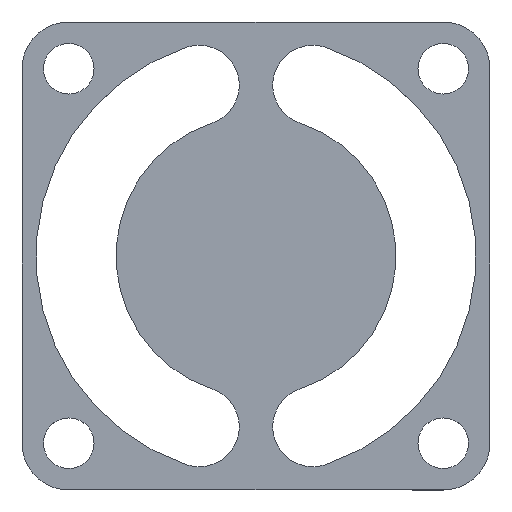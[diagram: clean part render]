
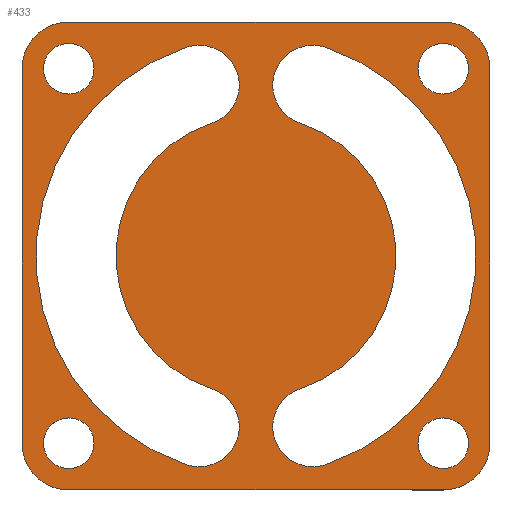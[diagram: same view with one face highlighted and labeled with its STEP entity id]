
A CAD part, top view. The second image highlights one B-rep face of the part: STEP entity #433.
In plain terms, the highlighted planar face has unit normal (0, 0, 1).
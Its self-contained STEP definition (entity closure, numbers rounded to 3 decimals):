
#15=FACE_BOUND('',#76,.T.);
#16=FACE_BOUND('',#77,.T.);
#17=FACE_BOUND('',#78,.T.);
#18=FACE_BOUND('',#79,.T.);
#19=FACE_BOUND('',#80,.T.);
#20=FACE_BOUND('',#81,.T.);
#31=PLANE('',#510);
#53=FACE_OUTER_BOUND('',#75,.T.);
#75=EDGE_LOOP('',(#357,#358,#359,#360,#361,#362,#363,#364));
#76=EDGE_LOOP('',(#365));
#77=EDGE_LOOP('',(#366));
#78=EDGE_LOOP('',(#367,#368,#369,#370));
#79=EDGE_LOOP('',(#371,#372,#373,#374));
#80=EDGE_LOOP('',(#375));
#81=EDGE_LOOP('',(#376));
#104=LINE('',#736,#132);
#108=LINE('',#748,#136);
#112=LINE('',#760,#140);
#116=LINE('',#770,#144);
#132=VECTOR('',#609,10.);
#136=VECTOR('',#621,10.);
#140=VECTOR('',#633,10.);
#144=VECTOR('',#645,10.);
#145=CIRCLE('',#459,1.35);
#147=CIRCLE('',#462,1.35);
#150=CIRCLE('',#466,2.137);
#152=CIRCLE('',#469,11.75);
#154=CIRCLE('',#472,2.137);
#156=CIRCLE('',#475,7.477);
#158=CIRCLE('',#478,2.137);
#160=CIRCLE('',#481,11.75);
#162=CIRCLE('',#484,2.137);
#164=CIRCLE('',#487,7.477);
#165=CIRCLE('',#489,1.35);
#167=CIRCLE('',#492,1.35);
#170=CIRCLE('',#496,2.5);
#172=CIRCLE('',#500,2.5);
#174=CIRCLE('',#504,2.5);
#176=CIRCLE('',#508,2.5);
#177=VERTEX_POINT('',#652);
#179=VERTEX_POINT('',#658);
#183=VERTEX_POINT('',#667);
#184=VERTEX_POINT('',#669);
#186=VERTEX_POINT('',#675);
#188=VERTEX_POINT('',#681);
#191=VERTEX_POINT('',#691);
#192=VERTEX_POINT('',#693);
#194=VERTEX_POINT('',#699);
#196=VERTEX_POINT('',#705);
#197=VERTEX_POINT('',#712);
#199=VERTEX_POINT('',#718);
#203=VERTEX_POINT('',#727);
#204=VERTEX_POINT('',#729);
#206=VERTEX_POINT('',#735);
#208=VERTEX_POINT('',#741);
#210=VERTEX_POINT('',#747);
#212=VERTEX_POINT('',#753);
#214=VERTEX_POINT('',#759);
#216=VERTEX_POINT('',#765);
#217=EDGE_CURVE('',#177,#177,#145,.T.);
#220=EDGE_CURVE('',#179,#179,#147,.T.);
#225=EDGE_CURVE('',#184,#183,#150,.T.);
#228=EDGE_CURVE('',#186,#184,#152,.T.);
#231=EDGE_CURVE('',#188,#186,#154,.T.);
#234=EDGE_CURVE('',#183,#188,#156,.T.);
#237=EDGE_CURVE('',#192,#191,#158,.T.);
#240=EDGE_CURVE('',#194,#192,#160,.T.);
#243=EDGE_CURVE('',#196,#194,#162,.T.);
#246=EDGE_CURVE('',#191,#196,#164,.T.);
#247=EDGE_CURVE('',#197,#197,#165,.T.);
#250=EDGE_CURVE('',#199,#199,#167,.T.);
#255=EDGE_CURVE('',#204,#203,#170,.T.);
#258=EDGE_CURVE('',#206,#204,#104,.T.);
#261=EDGE_CURVE('',#208,#206,#172,.T.);
#264=EDGE_CURVE('',#210,#208,#108,.T.);
#267=EDGE_CURVE('',#212,#210,#174,.T.);
#270=EDGE_CURVE('',#214,#212,#112,.T.);
#273=EDGE_CURVE('',#216,#214,#176,.T.);
#276=EDGE_CURVE('',#203,#216,#116,.T.);
#357=ORIENTED_EDGE('',*,*,#276,.T.);
#358=ORIENTED_EDGE('',*,*,#273,.T.);
#359=ORIENTED_EDGE('',*,*,#270,.T.);
#360=ORIENTED_EDGE('',*,*,#267,.T.);
#361=ORIENTED_EDGE('',*,*,#264,.T.);
#362=ORIENTED_EDGE('',*,*,#261,.T.);
#363=ORIENTED_EDGE('',*,*,#258,.T.);
#364=ORIENTED_EDGE('',*,*,#255,.T.);
#365=ORIENTED_EDGE('',*,*,#250,.T.);
#366=ORIENTED_EDGE('',*,*,#247,.T.);
#367=ORIENTED_EDGE('',*,*,#246,.T.);
#368=ORIENTED_EDGE('',*,*,#243,.T.);
#369=ORIENTED_EDGE('',*,*,#240,.T.);
#370=ORIENTED_EDGE('',*,*,#237,.T.);
#371=ORIENTED_EDGE('',*,*,#234,.T.);
#372=ORIENTED_EDGE('',*,*,#231,.T.);
#373=ORIENTED_EDGE('',*,*,#228,.T.);
#374=ORIENTED_EDGE('',*,*,#225,.T.);
#375=ORIENTED_EDGE('',*,*,#220,.T.);
#376=ORIENTED_EDGE('',*,*,#217,.T.);
#433=ADVANCED_FACE('',(#53,#15,#16,#17,#18,#19,#20),#31,.T.);
#459=AXIS2_PLACEMENT_3D('',#653,#516,#517);
#462=AXIS2_PLACEMENT_3D('',#659,#523,#524);
#466=AXIS2_PLACEMENT_3D('',#670,#533,#534);
#469=AXIS2_PLACEMENT_3D('',#676,#540,#541);
#472=AXIS2_PLACEMENT_3D('',#682,#547,#548);
#475=AXIS2_PLACEMENT_3D('',#686,#554,#555);
#478=AXIS2_PLACEMENT_3D('',#694,#561,#562);
#481=AXIS2_PLACEMENT_3D('',#700,#568,#569);
#484=AXIS2_PLACEMENT_3D('',#706,#575,#576);
#487=AXIS2_PLACEMENT_3D('',#710,#582,#583);
#489=AXIS2_PLACEMENT_3D('',#713,#586,#587);
#492=AXIS2_PLACEMENT_3D('',#719,#593,#594);
#496=AXIS2_PLACEMENT_3D('',#730,#603,#604);
#500=AXIS2_PLACEMENT_3D('',#742,#615,#616);
#504=AXIS2_PLACEMENT_3D('',#754,#627,#628);
#508=AXIS2_PLACEMENT_3D('',#766,#639,#640);
#510=AXIS2_PLACEMENT_3D('',#771,#646,#647);
#516=DIRECTION('center_axis',(0.,0.,
-1.));
#517=DIRECTION('ref_axis',(-1.,0.,0.));
#523=DIRECTION('center_axis',(0.,0.,
-1.));
#524=DIRECTION('ref_axis',(-1.,0.,0.));
#533=DIRECTION('center_axis',(0.,0.,
-1.));
#534=DIRECTION('ref_axis',(-0.315,0.949,0.));
#540=DIRECTION('center_axis',(0.,0.,
-1.));
#541=DIRECTION('ref_axis',(0.315,-0.949,0.));
#547=DIRECTION('center_axis',(0.,0.,-1.));
#548=DIRECTION('ref_axis',(0.315,0.949,0.));
#554=DIRECTION('center_axis',(0.,0.,
1.));
#555=DIRECTION('ref_axis',(-0.315,0.949,0.));
#561=DIRECTION('center_axis',(0.,0.,
-1.));
#562=DIRECTION('ref_axis',(0.315,-0.949,0.));
#568=DIRECTION('center_axis',(0.,0.,
-1.));
#569=DIRECTION('ref_axis',(-0.315,0.949,0.));
#575=DIRECTION('center_axis',(0.,0.,
-1.));
#576=DIRECTION('ref_axis',(-0.315,-0.949,0.));
#582=DIRECTION('center_axis',(0.,0.,
1.));
#583=DIRECTION('ref_axis',(0.315,-0.949,0.));
#586=DIRECTION('center_axis',(0.,0.,
-1.));
#587=DIRECTION('ref_axis',(-1.,0.,0.));
#593=DIRECTION('center_axis',(0.,0.,
-1.));
#594=DIRECTION('ref_axis',(-1.,0.,0.));
#603=DIRECTION('center_axis',(0.,0.,
1.));
#604=DIRECTION('ref_axis',(-1.,0.,0.));
#609=DIRECTION('',(0.,-1.,0.));
#615=DIRECTION('center_axis',(0.,0.,
1.));
#616=DIRECTION('ref_axis',(0.,1.,0.));
#621=DIRECTION('',(-1.,0.,0.));
#627=DIRECTION('center_axis',(0.,0.,
1.));
#628=DIRECTION('ref_axis',(1.,0.,0.));
#633=DIRECTION('',(0.,1.,0.));
#639=DIRECTION('center_axis',(0.,0.,
1.));
#640=DIRECTION('ref_axis',(0.,-1.,0.));
#645=DIRECTION('',(1.,0.,0.));
#646=DIRECTION('center_axis',(0.,0.,
1.));
#647=DIRECTION('ref_axis',(1.,0.,0.));
#652=CARTESIAN_POINT('',(-8.65,2.5,0.5));
#653=CARTESIAN_POINT('Origin',(-10.,2.5,0.5));
#658=CARTESIAN_POINT('',(-8.65,22.5,0.5));
#659=CARTESIAN_POINT('Origin',(-10.,22.5,0.5));
#667=CARTESIAN_POINT('',(-2.355,19.596,0.5));
#669=CARTESIAN_POINT('',(-3.701,23.652,0.5));
#670=CARTESIAN_POINT('Origin',(-3.028,21.624,0.5));
#675=CARTESIAN_POINT('',(-3.701,1.348,0.5));
#676=CARTESIAN_POINT('Origin',(0.,12.5,0.5));
#681=CARTESIAN_POINT('',(-2.355,5.404,0.5));
#682=CARTESIAN_POINT('Origin',(-3.028,3.376,0.5));
#686=CARTESIAN_POINT('Origin',(0.,12.5,0.5));
#691=CARTESIAN_POINT('',(2.355,5.404,0.5));
#693=CARTESIAN_POINT('',(3.701,1.348,0.5));
#694=CARTESIAN_POINT('Origin',(3.028,3.376,0.5));
#699=CARTESIAN_POINT('',(3.701,23.652,0.5));
#700=CARTESIAN_POINT('Origin',(0.,12.5,0.5));
#705=CARTESIAN_POINT('',(2.355,19.596,0.5));
#706=CARTESIAN_POINT('Origin',(3.028,21.624,0.5));
#710=CARTESIAN_POINT('Origin',(0.,12.5,0.5));
#712=CARTESIAN_POINT('',(11.35,2.5,0.5));
#713=CARTESIAN_POINT('Origin',(10.,2.5,0.5));
#718=CARTESIAN_POINT('',(11.35,22.5,0.5));
#719=CARTESIAN_POINT('Origin',(10.,22.5,0.5));
#727=CARTESIAN_POINT('',(-10.,0.,0.5));
#729=CARTESIAN_POINT('',(-12.5,2.5,0.5));
#730=CARTESIAN_POINT('Origin',(-10.,2.5,0.5));
#735=CARTESIAN_POINT('',(-12.5,22.5,0.5));
#736=CARTESIAN_POINT('',(-12.5,22.5,0.5));
#741=CARTESIAN_POINT('',(-10.,25.,0.5));
#742=CARTESIAN_POINT('Origin',(-10.,22.5,0.5));
#747=CARTESIAN_POINT('',(10.,25.,0.5));
#748=CARTESIAN_POINT('',(10.,25.,0.5));
#753=CARTESIAN_POINT('',(12.5,22.5,0.5));
#754=CARTESIAN_POINT('Origin',(10.,22.5,0.5));
#759=CARTESIAN_POINT('',(12.5,2.5,0.5));
#760=CARTESIAN_POINT('',(12.5,2.5,0.5));
#765=CARTESIAN_POINT('',(10.,0.,0.5));
#766=CARTESIAN_POINT('Origin',(10.,2.5,0.5));
#770=CARTESIAN_POINT('',(-10.,0.,0.5));
#771=CARTESIAN_POINT('Origin',(0.,12.5,0.5));
